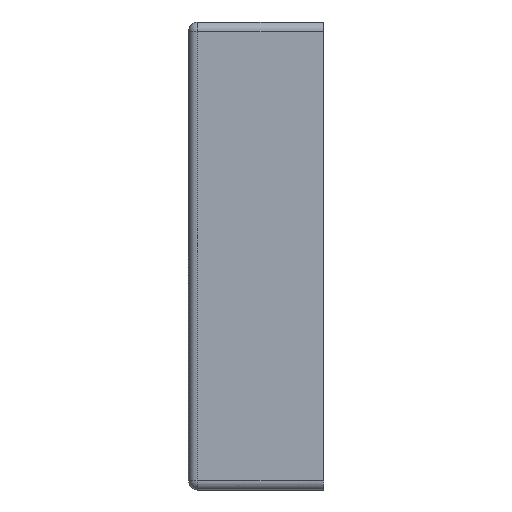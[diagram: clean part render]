
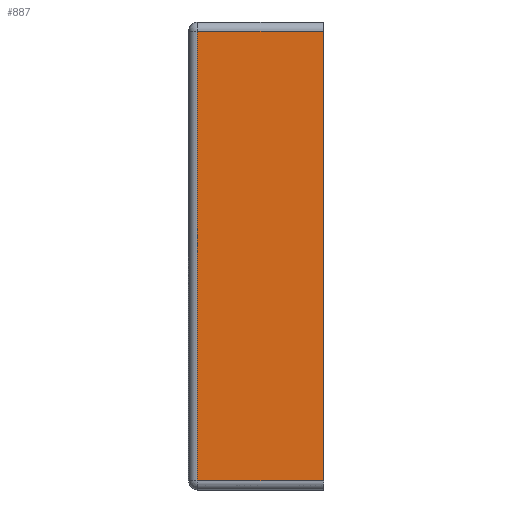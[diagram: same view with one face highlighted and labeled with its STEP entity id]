
A CAD part, left-side view. The second image highlights one B-rep face of the part: STEP entity #887.
In plain terms, the highlighted planar face has unit normal (-1, 0, 0).
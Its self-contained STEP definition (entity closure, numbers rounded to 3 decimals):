
#43 = EDGE_CURVE ( 'NONE', #741, #168, #570, .T. ) ;
#105 = CARTESIAN_POINT ( 'NONE',  ( -104., 0., -25. ) ) ;
#168 = VERTEX_POINT ( 'NONE', #1134 ) ;
#184 = DIRECTION ( 'NONE',  ( 0., 0., 1. ) ) ;
#235 = VECTOR ( 'NONE', #430, 1000. ) ;
#256 = LINE ( 'NONE', #444, #545 ) ;
#257 = PLANE ( 'NONE',  #1024 ) ;
#338 = VERTEX_POINT ( 'NONE', #723 ) ;
#344 = DIRECTION ( 'NONE',  ( 0., 1., 0. ) ) ;
#354 = CARTESIAN_POINT ( 'NONE',  ( -104., 0., -26. ) ) ;
#358 = FACE_OUTER_BOUND ( 'NONE', #765, .T. ) ;
#430 = DIRECTION ( 'NONE',  ( 0., -1., 0. ) ) ;
#444 = CARTESIAN_POINT ( 'NONE',  ( -104., 15., 25. ) ) ;
#465 = EDGE_CURVE ( 'NONE', #338, #741, #256, .T. ) ;
#479 = ORIENTED_EDGE ( 'NONE', *, *, #43, .T. ) ;
#526 = EDGE_CURVE ( 'NONE', #168, #645, #617, .T. ) ;
#545 = VECTOR ( 'NONE', #344, 1000. ) ;
#561 = ORIENTED_EDGE ( 'NONE', *, *, #526, .T. ) ;
#570 = LINE ( 'NONE', #1106, #904 ) ;
#617 = LINE ( 'NONE', #719, #235 ) ;
#645 = VERTEX_POINT ( 'NONE', #105 ) ;
#716 = DIRECTION ( 'NONE',  ( 0., 0., -1. ) ) ;
#719 = CARTESIAN_POINT ( 'NONE',  ( -104., 15., -25. ) ) ;
#723 = CARTESIAN_POINT ( 'NONE',  ( -104., 0., 25. ) ) ;
#734 = VECTOR ( 'NONE', #184, 1000. ) ;
#741 = VERTEX_POINT ( 'NONE', #1130 ) ;
#765 = EDGE_LOOP ( 'NONE', ( #1107, #479, #561, #788 ) ) ;
#788 = ORIENTED_EDGE ( 'NONE', *, *, #995, .T. ) ;
#796 = LINE ( 'NONE', #354, #734 ) ;
#887 = ADVANCED_FACE ( 'NONE', ( #358 ), #257, .F. ) ;
#904 = VECTOR ( 'NONE', #993, 1000. ) ;
#993 = DIRECTION ( 'NONE',  ( 0., 0., -1. ) ) ;
#995 = EDGE_CURVE ( 'NONE', #645, #338, #796, .T. ) ;
#1024 = AXIS2_PLACEMENT_3D ( 'NONE', #1089, #1082, #716 ) ;
#1082 = DIRECTION ( 'NONE',  ( 1., 0., 0. ) ) ;
#1089 = CARTESIAN_POINT ( 'NONE',  ( -104., 15., -26. ) ) ;
#1106 = CARTESIAN_POINT ( 'NONE',  ( -104., 14., -25. ) ) ;
#1107 = ORIENTED_EDGE ( 'NONE', *, *, #465, .T. ) ;
#1130 = CARTESIAN_POINT ( 'NONE',  ( -104., 14., 25. ) ) ;
#1134 = CARTESIAN_POINT ( 'NONE',  ( -104., 14., -25. ) ) ;
